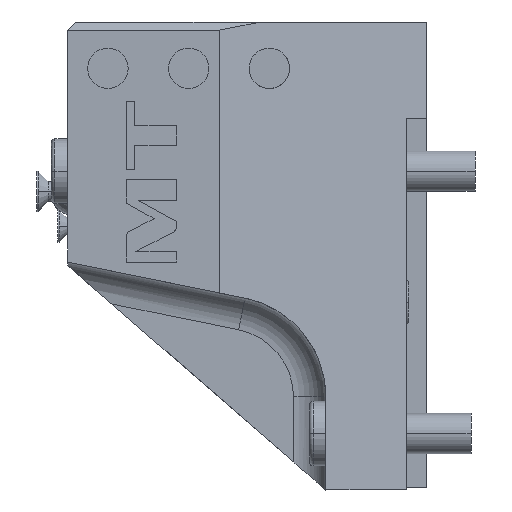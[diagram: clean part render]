
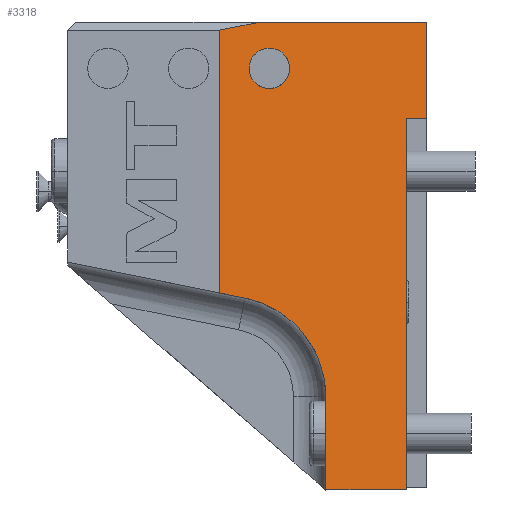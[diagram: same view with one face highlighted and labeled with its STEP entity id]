
A CAD part, front view. The second image highlights one B-rep face of the part: STEP entity #3318.
In plain terms, the highlighted planar face has unit normal (0.191, -0.982, 0).
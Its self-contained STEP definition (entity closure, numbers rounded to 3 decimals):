
#21=DIRECTION('',(0.,0.,-1.));
#22=VECTOR('',#21,24.);
#23=CARTESIAN_POINT('',(5.,-41.028,69.5));
#24=LINE('',#23,#22);
#89=DIRECTION('',(0.,0.,1.));
#90=VECTOR('',#89,92.);
#91=CARTESIAN_POINT('',(0.,-42.,-46.5));
#92=LINE('',#91,#90);
#305=DIRECTION('',(-0.982,-0.191,0.));
#306=VECTOR('',#305,20.374);
#307=CARTESIAN_POINT('',(0.,-42.,-46.5));
#308=LINE('',#307,#306);
#491=DIRECTION('',(0.982,0.191,0.));
#492=VECTOR('',#491,41.779);
#493=CARTESIAN_POINT('',(-36.012,-49.,69.5));
#494=LINE('',#493,#492);
#499=DIRECTION('',(0.,0.,1.));
#500=VECTOR('',#499,23.068);
#501=CARTESIAN_POINT('',(-20.,-45.888,-46.5));
#502=LINE('',#501,#500);
#503=DIRECTION('',(0.963,0.187,-0.196));
#504=VECTOR('',#503,6.521);
#505=CARTESIAN_POINT('',(-46.301,-51.,2.342));
#506=LINE('',#505,#504);
#507=CARTESIAN_POINT('',(-34.,-48.609,53.));
#508=CARTESIAN_POINT('',(-33.705,-48.552,53.));
#509=CARTESIAN_POINT('',(-33.094,-48.433,53.052));
#510=CARTESIAN_POINT('',(-32.154,-48.25,53.318));
#511=CARTESIAN_POINT('',(-31.248,-48.074,53.783));
#512=CARTESIAN_POINT('',(-30.439,-47.917,54.439));
#513=CARTESIAN_POINT('',(-29.783,-47.789,55.248));
#514=CARTESIAN_POINT('',(-29.318,-47.699,56.154));
#515=CARTESIAN_POINT('',(-29.097,-47.656,56.937));
#516=CARTESIAN_POINT('',(-29.013,-47.64,57.553));
#517=CARTESIAN_POINT('',(-28.993,-47.636,58.));
#518=CARTESIAN_POINT('',(-29.013,-47.64,58.447));
#519=CARTESIAN_POINT('',(-29.097,-47.656,59.063));
#520=CARTESIAN_POINT('',(-29.318,-47.699,59.846));
#521=CARTESIAN_POINT('',(-29.783,-47.789,60.752));
#522=CARTESIAN_POINT('',(-30.439,-47.917,61.561));
#523=CARTESIAN_POINT('',(-31.248,-48.074,62.217));
#524=CARTESIAN_POINT('',(-32.154,-48.25,62.682));
#525=CARTESIAN_POINT('',(-33.094,-48.433,62.948));
#526=CARTESIAN_POINT('',(-33.705,-48.552,63.));
#527=CARTESIAN_POINT('',(-34.,-48.609,63.));
#529=CARTESIAN_POINT('',(-34.,-48.609,63.));
#530=CARTESIAN_POINT('',(-34.295,-48.666,63.));
#531=CARTESIAN_POINT('',(-34.906,-48.785,62.948));
#532=CARTESIAN_POINT('',(-35.846,-48.968,62.682));
#533=CARTESIAN_POINT('',(-36.752,-49.144,62.217));
#534=CARTESIAN_POINT('',(-37.561,-49.301,61.561));
#535=CARTESIAN_POINT('',(-38.217,-49.429,60.752));
#536=CARTESIAN_POINT('',(-38.682,-49.519,59.846));
#537=CARTESIAN_POINT('',(-38.903,-49.562,59.063));
#538=CARTESIAN_POINT('',(-38.987,-49.578,58.447));
#539=CARTESIAN_POINT('',(-39.007,-49.582,58.));
#540=CARTESIAN_POINT('',(-38.987,-49.578,57.553));
#541=CARTESIAN_POINT('',(-38.903,-49.562,56.937));
#542=CARTESIAN_POINT('',(-38.682,-49.519,56.154));
#543=CARTESIAN_POINT('',(-38.217,-49.429,55.248));
#544=CARTESIAN_POINT('',(-37.561,-49.301,54.439));
#545=CARTESIAN_POINT('',(-36.752,-49.144,53.783));
#546=CARTESIAN_POINT('',(-35.846,-48.968,53.318));
#547=CARTESIAN_POINT('',(-34.906,-48.785,53.052));
#548=CARTESIAN_POINT('',(-34.295,-48.666,53.));
#549=CARTESIAN_POINT('',(-34.,-48.609,53.));
#629=DIRECTION('',(0.,0.,1.));
#630=VECTOR('',#629,65.158);
#631=CARTESIAN_POINT('',(-46.301,-51.,2.342));
#632=LINE('',#631,#630);
#747=DIRECTION('',(-0.964,-0.187,-0.187));
#748=VECTOR('',#747,10.671);
#749=CARTESIAN_POINT('',(-36.012,-49.,69.5));
#750=LINE('',#749,#748);
#997=CARTESIAN_POINT('',(-40.024,-49.78,1.067));
#998=CARTESIAN_POINT('',(-39.197,-49.619,
0.899));
#999=CARTESIAN_POINT('',(-37.626,-49.314,
0.494));
#1000=CARTESIAN_POINT('',(-34.754,-48.756,
-0.543));
#1001=CARTESIAN_POINT('',(-31.594,-48.141,
-2.196));
#1002=CARTESIAN_POINT('',(-28.351,-47.511,
-4.641));
#1003=CARTESIAN_POINT('',(-25.602,-46.977,
-7.498));
#1004=CARTESIAN_POINT('',(-23.33,-46.535,
-10.753));
#1005=CARTESIAN_POINT('',(-21.556,-46.19,
-14.425));
#1006=CARTESIAN_POINT('',(-20.544,-45.993,
-17.874));
#1007=CARTESIAN_POINT('',(-20.088,-45.905,
-20.929));
#1008=CARTESIAN_POINT('',(-20.,-45.888,-22.573));
#1009=CARTESIAN_POINT('',(-20.,-45.888,-23.432));
#1100=DIRECTION('',(0.982,0.191,0.));
#1101=VECTOR('',#1100,5.094);
#1102=CARTESIAN_POINT('',(0.,-42.,45.5));
#1103=LINE('',#1102,#1101);
#2213=CARTESIAN_POINT('',(5.,-41.028,69.5));
#2214=CARTESIAN_POINT('',(5.,-41.028,45.5));
#2215=VERTEX_POINT('',#2213);
#2216=VERTEX_POINT('',#2214);
#2221=CARTESIAN_POINT('',(-36.012,-49.,69.5));
#2222=VERTEX_POINT('',#2221);
#2225=CARTESIAN_POINT('',(0.,-42.,-46.5));
#2226=CARTESIAN_POINT('',(0.,-42.,45.5));
#2227=VERTEX_POINT('',#2225);
#2228=VERTEX_POINT('',#2226);
#2249=CARTESIAN_POINT('',(-46.301,-51.,67.5));
#2250=VERTEX_POINT('',#2249);
#2259=CARTESIAN_POINT('',(-46.301,-51.,2.342));
#2261=VERTEX_POINT('',#2259);
#2263=CARTESIAN_POINT('',(-20.,-45.888,-46.5));
#2264=VERTEX_POINT('',#2263);
#2333=CARTESIAN_POINT('',(-20.,-45.888,-23.432));
#2334=VERTEX_POINT('',#2333);
#2336=CARTESIAN_POINT('',(-40.024,-49.78,
1.067));
#2337=VERTEX_POINT('',#2336);
#2584=VERTEX_POINT('',#507);
#2585=VERTEX_POINT('',#527);
#3289=CARTESIAN_POINT('',(-46.301,-51.,-58.1));
#3290=DIRECTION('',(-0.191,0.982,0.));
#3291=DIRECTION('',(0.982,0.191,0.));
#3292=AXIS2_PLACEMENT_3D('',#3289,#3290,#3291);
#3293=PLANE('',#3292);
#3295=ORIENTED_EDGE('',*,*,#3294,.T.);
#3297=ORIENTED_EDGE('',*,*,#3296,.F.);
#3299=ORIENTED_EDGE('',*,*,#3298,.F.);
#3301=ORIENTED_EDGE('',*,*,#3300,.T.);
#3303=ORIENTED_EDGE('',*,*,#3302,.F.);
#3304=ORIENTED_EDGE('',*,*,#3278,.T.);
#3305=ORIENTED_EDGE('',*,*,#2795,.T.);
#3307=ORIENTED_EDGE('',*,*,#3306,.F.);
#3308=ORIENTED_EDGE('',*,*,#2868,.F.);
#3309=ORIENTED_EDGE('',*,*,#3039,.T.);
#3310=EDGE_LOOP('',(#3295,#3297,#3299,#3301,#3303,#3304,#3305,#3307,#3308,
#3309));
#3311=FACE_OUTER_BOUND('',#3310,.F.);
#3313=ORIENTED_EDGE('',*,*,#3312,.T.);
#3315=ORIENTED_EDGE('',*,*,#3314,.T.);
#3316=EDGE_LOOP('',(#3313,#3315));
#3317=FACE_BOUND('',#3316,.F.);
#3318=ADVANCED_FACE('',(#3311,#3317),#3293,.F.);
#528=B_SPLINE_CURVE_WITH_KNOTS('',3,(#507,#508,#509,#510,#511,#512,#513,#514,
#515,#516,#517,#518,#519,#520,#521,#522,#523,#524,#525,#526,#527),.UNSPECIFIED.,
.F.,.F.,(4,1,1,1,1,1,1,1,1,1,1,1,1,1,1,1,1,1,4),(0.,0.063,0.125,0.188,
0.25,0.313,0.375,0.438,0.469,0.5,0.531,0.563,0.625,
0.688,0.75,0.813,0.875,0.938,1.),.UNSPECIFIED.);
#550=B_SPLINE_CURVE_WITH_KNOTS('',3,(#529,#530,#531,#532,#533,#534,#535,#536,
#537,#538,#539,#540,#541,#542,#543,#544,#545,#546,#547,#548,#549),.UNSPECIFIED.,
.F.,.F.,(4,1,1,1,1,1,1,1,1,1,1,1,1,1,1,1,1,1,4),(0.,0.063,0.125,0.188,
0.25,0.313,0.375,0.438,0.469,0.5,0.531,0.563,0.625,
0.688,0.75,0.813,0.875,0.938,1.),.UNSPECIFIED.);
#1010=B_SPLINE_CURVE_WITH_KNOTS('',3,(#997,#998,#999,#1000,#1001,#1002,#1003,
#1004,#1005,#1006,#1007,#1008,#1009),.UNSPECIFIED.,.F.,.F.,(4,1,1,1,1,1,1,1,1,1,
4),(0.,0.063,0.125,0.25,0.375,0.5,0.625,0.75,0.875,0.938,
1.),.UNSPECIFIED.);
#2795=EDGE_CURVE('',#2215,#2216,#24,.T.);
#2868=EDGE_CURVE('',#2227,#2228,#92,.T.);
#3039=EDGE_CURVE('',#2227,#2264,#308,.T.);
#3278=EDGE_CURVE('',#2222,#2215,#494,.T.);
#3294=EDGE_CURVE('',#2264,#2334,#502,.T.);
#3296=EDGE_CURVE('',#2337,#2334,#1010,.T.);
#3298=EDGE_CURVE('',#2261,#2337,#506,.T.);
#3300=EDGE_CURVE('',#2261,#2250,#632,.T.);
#3302=EDGE_CURVE('',#2222,#2250,#750,.T.);
#3306=EDGE_CURVE('',#2228,#2216,#1103,.T.);
#3312=EDGE_CURVE('',#2584,#2585,#528,.T.);
#3314=EDGE_CURVE('',#2585,#2584,#550,.T.);
